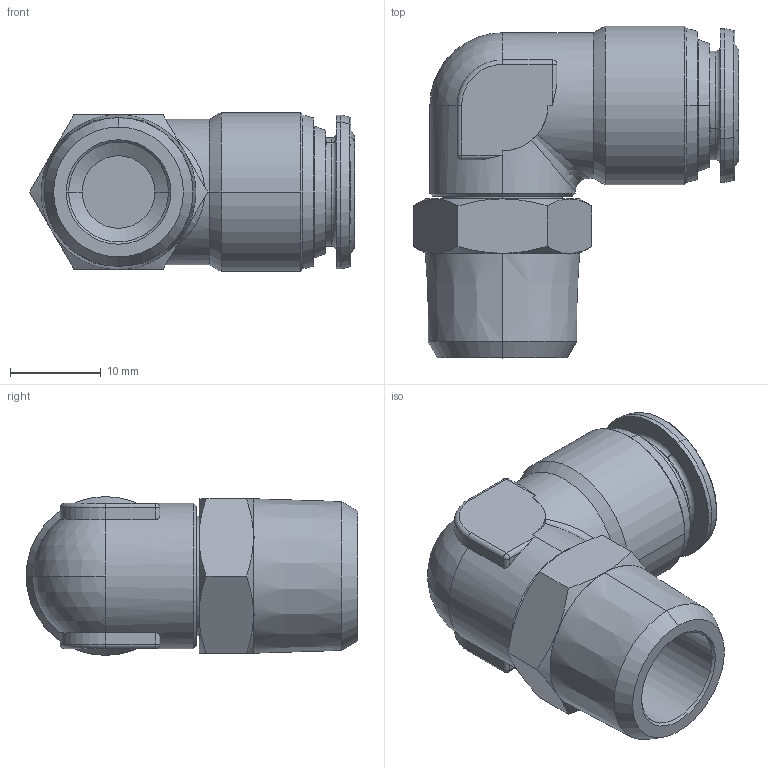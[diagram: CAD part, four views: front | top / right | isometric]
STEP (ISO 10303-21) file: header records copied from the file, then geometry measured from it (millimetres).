
FILE_DESCRIPTION (( 'STEP AP214' ), '1' );
FILE_NAME ('6011000008.step', '2012-10-16T16:32:19', ( '' ), ( '' ), 'SwSTEP 2.0', 'SolidWorks 2012', '' );
FILE_SCHEMA (( 'AUTOMOTIVE_DESIGN' ));
Length unit declared in the file: millimetre
Products named in the file (1): 6011000008
Bounding box: 35.81 x 36.55 x 17.5 mm (x, y, z)
Volume: 9443.8 mm3; surface area: 4367.8 mm2
Topology: 1 solids, 1 shells, 144 faces, 326 edges, 187 vertices
Faces by surface type: plane 49, cone 40, cylinder 38, torus 10, sphere 6, bspline 1
Entity records: 5812 total; most frequent: CARTESIAN_POINT 1022, DIRECTION 698, ORIENTED_EDGE 644, EDGE_CURVE 322, AXIS2_PLACEMENT_3D 289, VERTEX_POINT 187, EDGE_LOOP 155, UNCERTAINTY_MEASURE_WITH_UNIT 147
